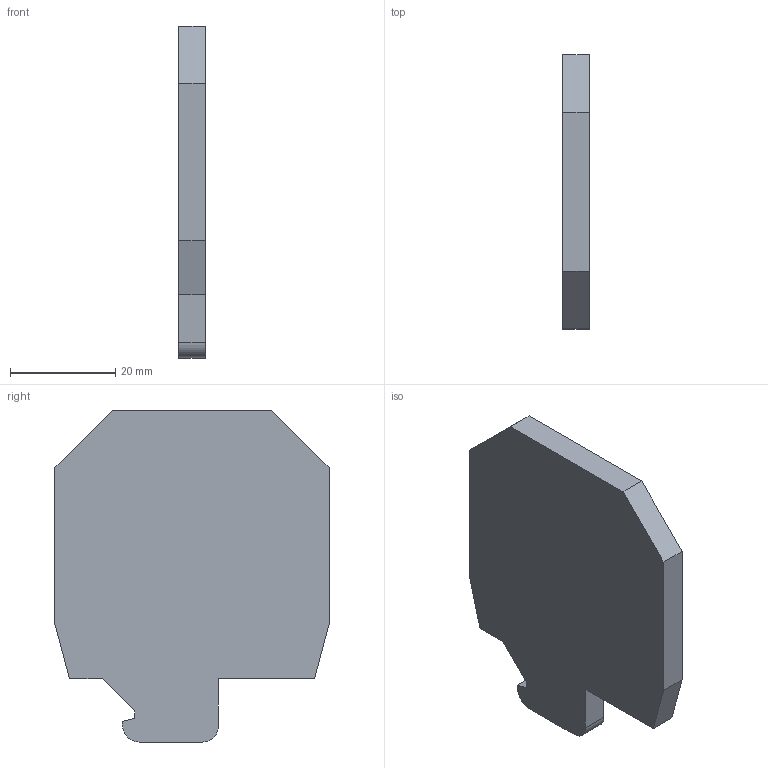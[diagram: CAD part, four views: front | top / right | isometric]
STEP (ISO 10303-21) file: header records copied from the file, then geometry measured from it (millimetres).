
FILE_DESCRIPTION(('Creo Elements/Direct Modeling STEP Export'),'2;1');
FILE_NAME('model.stp','2020-08-27T10:58:30',(''),(''),'Creo Elements/Direct Modeling STEP processor for AP214 (Solid Model)','Creo Elements/Direct Modeling 20.1A 29-Sep-2018 (C) Parametric Technology GmbH','');
FILE_SCHEMA(('AUTOMOTIVE_DESIGN { 1 0 10303 214 1 1 1 1 }'));
Length unit declared in the file: millimetre
Products named in the file (2): D_SSK_135_KER-select
Assembly tree (1 placements, depth 2):
  D_SSK_135_KER-select
    D_SSK_135_KER-select
Bounding box: 5 x 52 x 63 mm (x, y, z)
Volume: 13599.4 mm3; surface area: 6491.2 mm2
Topology: 1 solids, 1 shells, 19 faces, 51 edges, 34 vertices
Faces by surface type: plane 17, cylinder 2
Entity records: 786 total; most frequent: CARTESIAN_POINT 106, ORIENTED_EDGE 102, DIRECTION 97, EDGE_CURVE 51, VECTOR 47, LINE 47, VERTEX_POINT 34, AXIS2_PLACEMENT_3D 25
